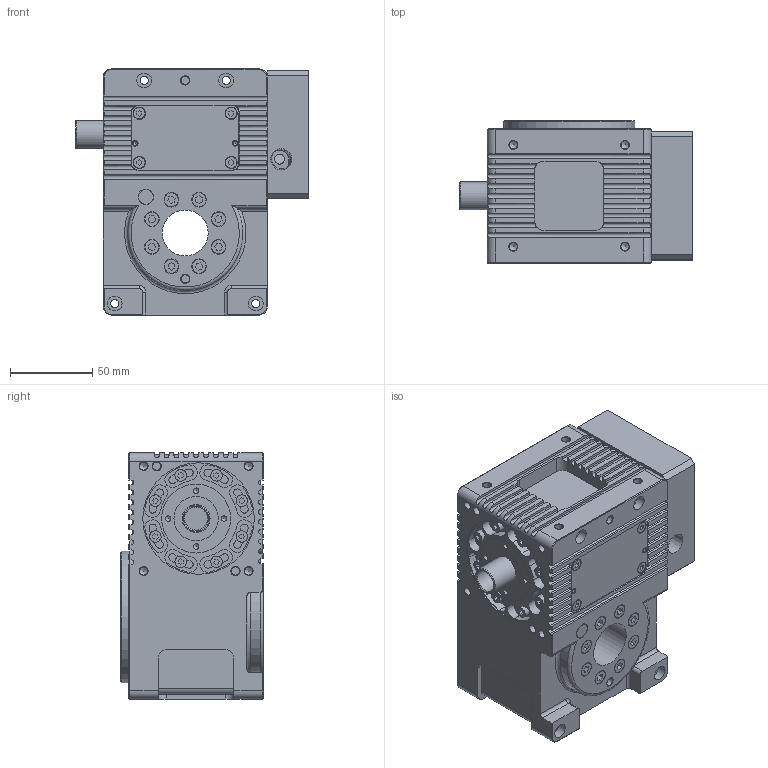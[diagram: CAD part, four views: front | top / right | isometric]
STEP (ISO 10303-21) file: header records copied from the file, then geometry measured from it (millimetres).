
FILE_DESCRIPTION(/* description */ ('Unknown'),/* implementation_level */ '2;1');
FILE_NAME(/* name */ 'RT100-SSPM1-15360-R1空心軸外型(20240222)',/* time_stamp */ '2025-06-20T14:56:44+08:00',/* author */ ('Unknown'),/* organization */ ('Unknown'),/* preprocessor_version */ 'ST-DEVELOPER v19.4',/* originating_system */ 'Solid Edge',/* authorisation */ 'Unknown');
FILE_SCHEMA (('MODEL_BASED_INTEGRATED_MANUFACTURING_SCHEMA','AUTOMOTIVE_DESIGN {1 0 10303 214 3 1 1}'));
Length unit declared in the file: millimetre
Products named in the file (1): RT100-SSPM1-15360-R1空心軸外型(20240
Bounding box: 141.75 x 87 x 150 mm (x, y, z)
Volume: 1183804.2 mm3; surface area: 144346.5 mm2
Topology: 1 solids, 3 shells, 1155 faces, 2967 edges, 1923 vertices
Faces by surface type: plane 669, cylinder 357, cone 92, bspline 32, torus 5
Full cylindrical faces by diameter (mm): 2.459 x2, 3.3 x8, 4.134 x10, 4.917 x16, 5 x10, 5.2 x4, 6 x4, 7 x20, 7.5 x4, 8.5 x12, 9 x17, 9.5 x1, 11.862 x2, 12 x4, 14 x2, 17 x2, 27 x2, 28 x1, 29.99 x1, 30 x1, 42 x2, 50 x1, 62 x1, 68 x2, 80 x1
Entity records: 43512 total; most frequent: CARTESIAN_POINT 8132, DIRECTION 5717, ORIENTED_EDGE 5302, EDGE_CURVE 2651, AXIS2_PLACEMENT_3D 2062, VERTEX_POINT 1854, LINE 1593, VECTOR 1593
